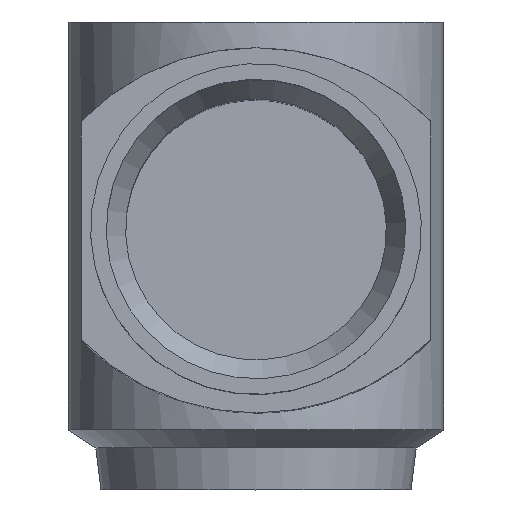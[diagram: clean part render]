
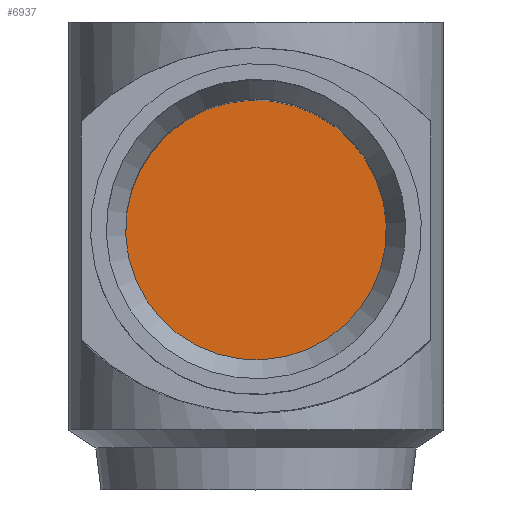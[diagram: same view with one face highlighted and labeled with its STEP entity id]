
A CAD part, top view. The second image highlights one B-rep face of the part: STEP entity #6937.
In plain terms, the highlighted planar face has unit normal (0, 0, 1).
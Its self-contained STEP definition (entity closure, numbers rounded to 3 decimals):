
#252=PLANE('',#7357);
#455=FACE_OUTER_BOUND('',#825,.T.);
#825=EDGE_LOOP('',(#4589,#4590));
#2788=CIRCLE('',#7358,12.5);
#2789=CIRCLE('',#7359,12.5);
#2889=VERTEX_POINT('',#9081);
#2890=VERTEX_POINT('',#9082);
#3570=EDGE_CURVE('',#2889,#2890,#2788,.T.);
#3571=EDGE_CURVE('',#2890,#2889,#2789,.T.);
#4589=ORIENTED_EDGE('',*,*,#3570,.T.);
#4590=ORIENTED_EDGE('',*,*,#3571,.T.);
#6937=ADVANCED_FACE('',(#455),#252,.T.);
#7357=AXIS2_PLACEMENT_3D('',#9080,#7710,#7711);
#7358=AXIS2_PLACEMENT_3D('',#9083,#7712,#7713);
#7359=AXIS2_PLACEMENT_3D('',#9084,#7714,#7715);
#7710=DIRECTION('center_axis',(0.,0.,1.));
#7711=DIRECTION('ref_axis',(1.,0.,0.));
#7712=DIRECTION('center_axis',(0.,0.,1.));
#7713=DIRECTION('ref_axis',(-0.678,0.735,0.));
#7714=DIRECTION('center_axis',(0.,0.,1.));
#7715=DIRECTION('ref_axis',(-0.678,0.735,0.));
#9080=CARTESIAN_POINT('Origin',(0.,0.,26.));
#9081=CARTESIAN_POINT('',(-8.48,9.183,26.));
#9082=CARTESIAN_POINT('',(8.48,-9.183,26.));
#9083=CARTESIAN_POINT('Origin',(0.,0.,
26.));
#9084=CARTESIAN_POINT('Origin',(0.,0.,
26.));
